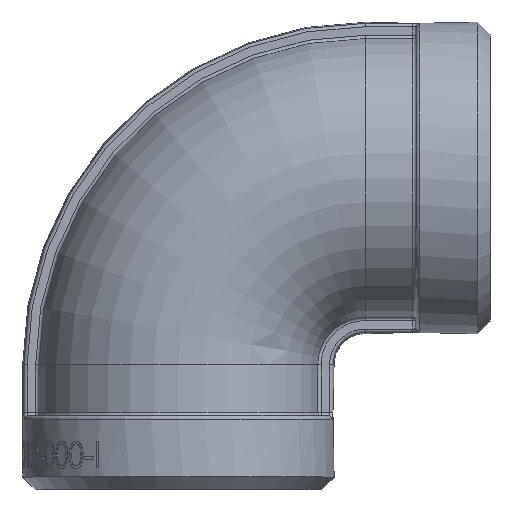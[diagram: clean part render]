
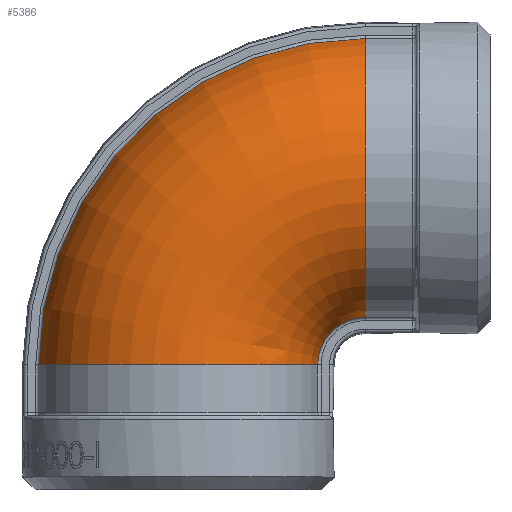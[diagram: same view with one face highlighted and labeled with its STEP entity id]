
A CAD part, top view. The second image highlights one B-rep face of the part: STEP entity #5386.
In plain terms, the highlighted toroidal (fillet/blend) face has major radius 16.5 mm and minor radius 12.5 mm.
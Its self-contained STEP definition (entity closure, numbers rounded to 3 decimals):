
#1631 = EDGE_LOOP ( 'NONE', ( #20695, #20719, #20700, #20723 ) ) ;
#1865 = VERTEX_POINT ( 'NONE', #9902 ) ;
#2491 = DIRECTION ( 'NONE',  ( 0., 0., -1. ) ) ;
#2530 = DIRECTION ( 'NONE',  ( 0., 1., 0. ) ) ;
#2545 = FACE_OUTER_BOUND ( 'NONE', #1631, .T. ) ;
#2546 = CARTESIAN_POINT ( 'NONE',  ( 16.5, -16.5, 0. ) ) ;
#2737 = CARTESIAN_POINT ( 'NONE',  ( 16.5, -16.5, 2.246 ) ) ;
#2751 = DIRECTION ( 'NONE',  ( -0.707, 0.707, 0. ) ) ;
#2759 = DIRECTION ( 'NONE',  ( 0., 0., 1. ) ) ;
#2834 = DIRECTION ( 'NONE',  ( 0., 1., 0. ) ) ;
#2854 = DIRECTION ( 'NONE',  ( -0.987, 0., 0.16 ) ) ;
#2865 = CARTESIAN_POINT ( 'NONE',  ( 0., -16.5, 0. ) ) ;
#4501 = CARTESIAN_POINT ( 'NONE',  ( 16.5, -16.5, 2.246 ) ) ;
#4528 = DIRECTION ( 'NONE',  ( 0., 0., -1. ) ) ;
#4534 = DIRECTION ( 'NONE',  ( -0.707, 0.707, 0. ) ) ;
#4816 = CIRCLE ( 'NONE', #4828, 12.5 ) ;
#4828 = AXIS2_PLACEMENT_3D ( 'NONE', #12535, #12523, #12536 ) ;
#5386 = ADVANCED_FACE ( 'NONE', ( #2545 ), #19920, .T. ) ;
#5543 = EDGE_CURVE ( 'NONE', #21090, #1865, #14898, .T. ) ;
#5563 = EDGE_CURVE ( 'NONE', #21116, #1865, #14717, .T. ) ;
#8562 = EDGE_CURVE ( 'NONE', #21116, #21121, #14996, .T. ) ;
#9902 = CARTESIAN_POINT ( 'NONE',  ( 12.297, -16.5, 2.246 ) ) ;
#12523 = DIRECTION ( 'NONE',  ( 1., 0., 0. ) ) ;
#12535 = CARTESIAN_POINT ( 'NONE',  ( 16.5, 0., 0. ) ) ;
#12536 = DIRECTION ( 'NONE',  ( 0., 0.987, 0.16 ) ) ;
#13857 = CARTESIAN_POINT ( 'NONE',  ( 16.5, -12.297, 2.246 ) ) ;
#13937 = CARTESIAN_POINT ( 'NONE',  ( -12.297, -16.5, 2.246 ) ) ;
#13959 = CARTESIAN_POINT ( 'NONE',  ( 16.5, 12.297, 2.246 ) ) ;
#14717 = CIRCLE ( 'NONE', #14751, 12.5 ) ;
#14751 = AXIS2_PLACEMENT_3D ( 'NONE', #2865, #2834, #2854 ) ;
#14893 = AXIS2_PLACEMENT_3D ( 'NONE', #2737, #2759, #2751 ) ;
#14898 = CIRCLE ( 'NONE', #14893, 4.203 ) ;
#14996 = CIRCLE ( 'NONE', #14999, 28.797 ) ;
#14999 = AXIS2_PLACEMENT_3D ( 'NONE', #4501, #4528, #4534 ) ;
#18490 = EDGE_CURVE ( 'NONE', #21121, #21090, #4816, .T. ) ;
#19917 = AXIS2_PLACEMENT_3D ( 'NONE', #2546, #2491, #2530 ) ;
#19920 = TOROIDAL_SURFACE ( 'NONE', #19917, 16.5, 12.5 ) ;
#20695 = ORIENTED_EDGE ( 'NONE', *, *, #8562, .F. ) ;
#20700 = ORIENTED_EDGE ( 'NONE', *, *, #5543, .F. ) ;
#20719 = ORIENTED_EDGE ( 'NONE', *, *, #5563, .T. ) ;
#20723 = ORIENTED_EDGE ( 'NONE', *, *, #18490, .F. ) ;
#21090 = VERTEX_POINT ( 'NONE', #13857 ) ;
#21116 = VERTEX_POINT ( 'NONE', #13937 ) ;
#21121 = VERTEX_POINT ( 'NONE', #13959 ) ;
